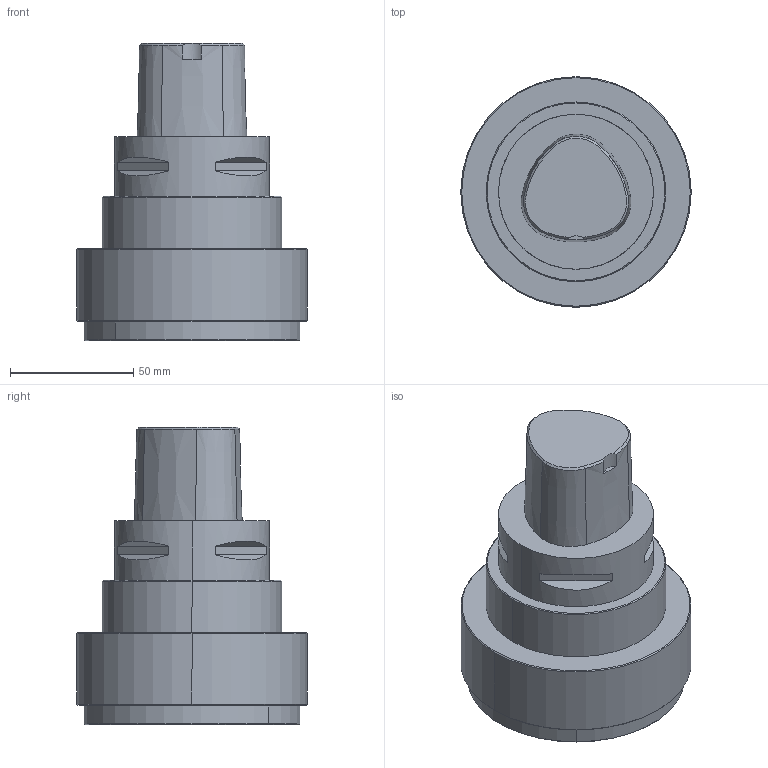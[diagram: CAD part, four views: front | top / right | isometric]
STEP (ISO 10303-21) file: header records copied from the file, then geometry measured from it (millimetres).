
FILE_DESCRIPTION (( 'STEP AP214' ), '1' );
FILE_NAME ('CaptoC6-SA 3-31-15.STEP', '2015-04-01T01:20:20', ( '' ), ( '' ), 'SwSTEP 2.0', 'SolidWorks 2014', '' );
FILE_SCHEMA (( 'AUTOMOTIVE_DESIGN' ));
Length unit declared in the file: inch
Products named in the file (1): CaptoC6-SA 3-31-15
Bounding box: 93.65 x 93.65 x 120.75 mm (x, y, z)
Volume: 462681 mm3; surface area: 42585.8 mm2
Topology: 1 solids, 1 shells, 214 faces, 438 edges, 261 vertices
Faces by surface type: plane 74, cone 70, cylinder 61, torus 7, bspline 2
Entity records: 6464 total; most frequent: CARTESIAN_POINT 1248, DIRECTION 1049, ORIENTED_EDGE 876, AXIS2_PLACEMENT_3D 440, EDGE_CURVE 438, VERTEX_POINT 261, EDGE_LOOP 249, CIRCLE 227
